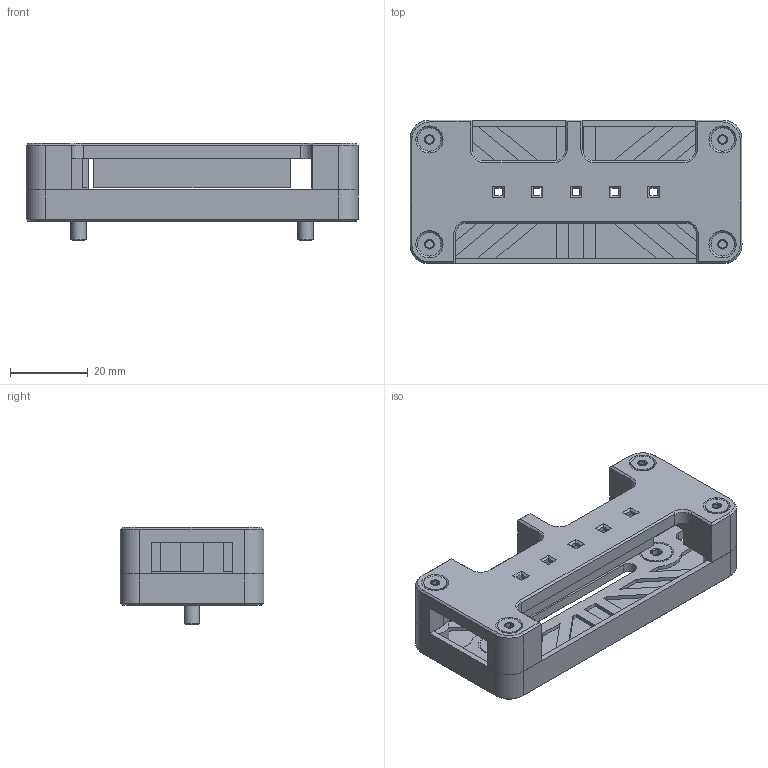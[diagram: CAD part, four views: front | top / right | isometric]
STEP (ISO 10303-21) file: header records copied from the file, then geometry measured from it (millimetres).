
FILE_DESCRIPTION(/* description */ (''),/* implementation_level */ '2;1');
FILE_NAME(/* name */ 'HUB_model_v1.0.step',/* time_stamp */ '2022-12-20T13:26:46+03:00',/* author */ (''),/* organization */ (''),/* preprocessor_version */ 'ST-DEVELOPER v19.2',/* originating_system */ 'Autodesk Translation Framework v11.17.0.187',/* authorisation */ '');
FILE_SCHEMA (('AUTOMOTIVE_DESIGN { 1 0 10303 214 3 1 1 }'));
Length unit declared in the file: millimetre
Products named in the file (6): HUB_model; case; bottom; screw; DIN 7991 m3*25; SFS FN 2112 399673 Senkschraube DIN 7991 Stahl 10.9 verzinkt blau M4x
8
Assembly tree (9 placements, depth 3):
  HUB_model
    case
    bottom
    screw
      DIN 7991 m3*25  x4
      SFS FN 2112 399673 Senkschraube DIN 7991 Stahl 10.9 verzinkt blau M4x
8  x2
Bounding box: 85.5 x 37 x 25.1 mm (x, y, z)
Volume: 18470.5 mm3; surface area: 22916.7 mm2
Topology: 8 solids, 8 shells, 740 faces, 2023 edges, 1314 vertices
Faces by surface type: cylinder 367, plane 301, cone 58, bspline 8, torus 6
Full cylindrical faces by diameter (mm): 2.356 x60, 2.927 x100, 3 x8, 3.908 x2, 4.5 x2, 4.7 x4, 6 x4, 8 x2
Entity records: 18038 total; most frequent: CARTESIAN_POINT 6873, ORIENTED_EDGE 2376, DIRECTION 2130, EDGE_CURVE 1188, LINE 830, VECTOR 830, VERTEX_POINT 764, AXIS2_PLACEMENT_3D 650
